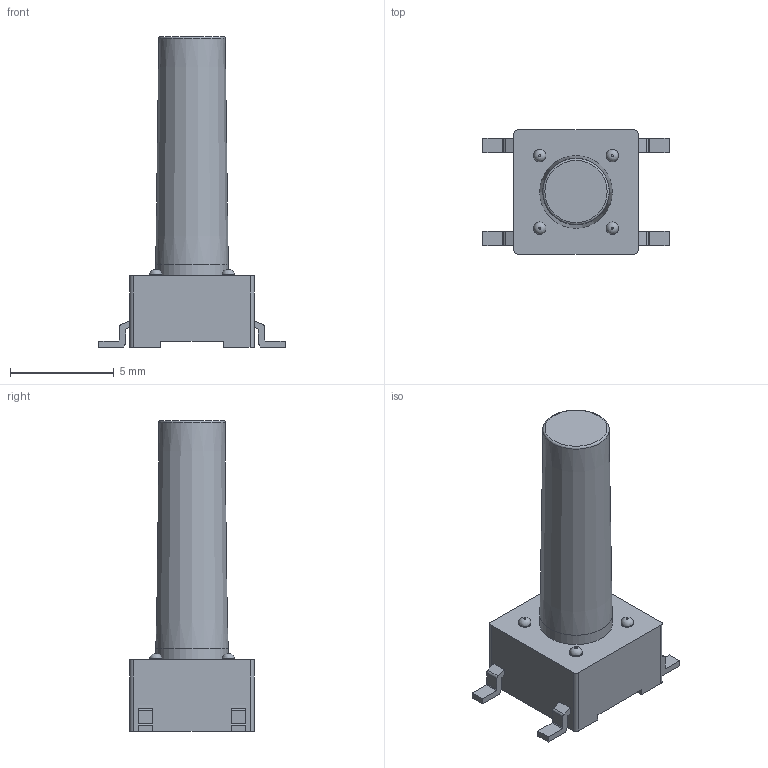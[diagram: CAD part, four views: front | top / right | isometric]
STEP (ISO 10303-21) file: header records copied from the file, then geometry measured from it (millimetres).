
FILE_DESCRIPTION(/* description */ ('STEP AP203'),/* implementation_level */ '2;1');
FILE_NAME(/* name */ '677c504bbff3d34fe65389f4',/* time_stamp */ '2025-01-06T21:51:08Z',/* author */ (''),/* organization */ (''),/* preprocessor_version */ 'ST-DEVELOPER v20',/* originating_system */ 'ONSHAPE BY PTC INC, 1.191',/* authorisation */ ' ');
FILE_SCHEMA (('CONFIG_CONTROL_DESIGN'));
Length unit declared in the file: metre
Products named in the file (1): SW_SPST_15
Bounding box: 9 x 6 x 15 mm (x, y, z)
Volume: 223.2 mm3; surface area: 294.8 mm2
Topology: 1 solids, 1 shells, 90 faces, 231 edges, 152 vertices
Faces by surface type: plane 59, cylinder 25, torus 5, cone 1
Full cylindrical faces by diameter (mm): 0.6 x4, 3.5 x1
Entity records: 3275 total; most frequent: CARTESIAN_POINT 463, DIRECTION 458, ORIENTED_EDGE 440, EDGE_CURVE 220, LINE 164, VECTOR 164, VERTEX_POINT 152, AXIS2_PLACEMENT_3D 147
